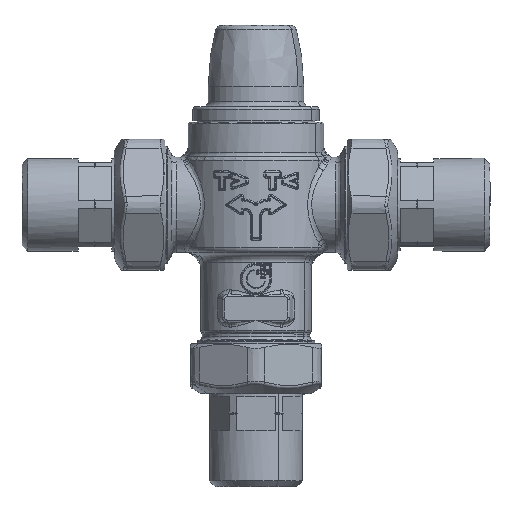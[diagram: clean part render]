
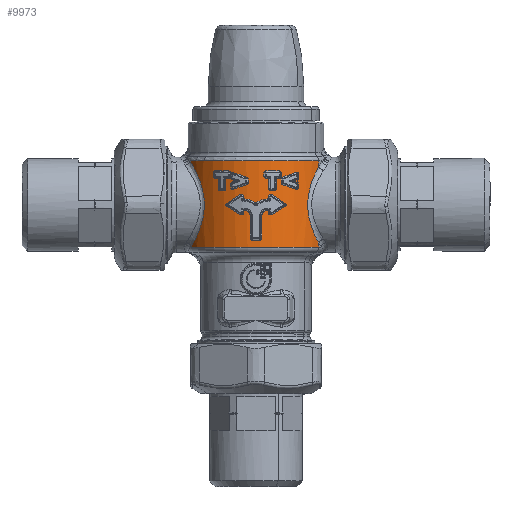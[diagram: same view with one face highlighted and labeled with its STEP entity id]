
A CAD part, top view. The second image highlights one B-rep face of the part: STEP entity #9973.
In plain terms, the highlighted cylindrical face has radius 25.5 mm (diameter 51 mm), a partial arc.
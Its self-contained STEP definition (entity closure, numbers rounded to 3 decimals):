
#5111=CARTESIAN_POINT('Vertex',(-24.762,-145.158,10.694)) ;
#5216=CARTESIAN_POINT('Vertex',(-25.087,-114.387,9.961)) ;
#5220=CARTESIAN_POINT('Control Point',(-24.762,-145.158,10.694)) ;
#5221=CARTESIAN_POINT('Control Point',(-24.258,-144.249,11.79)) ;
#5222=CARTESIAN_POINT('Control Point',(-23.156,-142.2,13.756)) ;
#5223=CARTESIAN_POINT('Control Point',(-21.545,-138.498,15.962)) ;
#5224=CARTESIAN_POINT('Control Point',(-20.299,-134.231,17.366)) ;
#5225=CARTESIAN_POINT('Control Point',(-19.877,-129.541,17.792)) ;
#5226=CARTESIAN_POINT('Control Point',(-20.516,-124.913,17.136)) ;
#5227=CARTESIAN_POINT('Control Point',(-21.878,-120.766,15.547)) ;
#5228=CARTESIAN_POINT('Control Point',(-23.522,-117.192,13.177)) ;
#5229=CARTESIAN_POINT('Control Point',(-24.602,-115.241,11.109)) ;
#5230=CARTESIAN_POINT('Control Point',(-25.087,-114.387,9.961)) ;
#5478=CARTESIAN_POINT('Axis2P3D Location',(-1.613,-145.158,0.)) ;
#5482=CARTESIAN_POINT('Vertex',(20.765,-145.158,12.225)) ;
#9922=CARTESIAN_POINT('Axis2P3D Location',(-1.613,-143.53,0.)) ;
#9927=CARTESIAN_POINT('Axis2P3D Location',(-1.613,-114.387,0.)) ;
#9931=CARTESIAN_POINT('Vertex',(20.765,-114.387,12.225)) ;
#9934=CARTESIAN_POINT('Line Origine',(20.765,-143.53,12.225)) ;
#9938=CARTESIAN_POINT('Vertex',(20.765,-116.377,12.225)) ;
#9942=CARTESIAN_POINT('Control Point',(20.765,-116.377,12.225)) ;
#9943=CARTESIAN_POINT('Control Point',(20.172,-117.512,13.312)) ;
#9944=CARTESIAN_POINT('Control Point',(19.557,-118.755,14.28)) ;
#9945=CARTESIAN_POINT('Control Point',(18.956,-120.096,15.115)) ;
#9946=CARTESIAN_POINT('Control Point',(17.927,-122.765,16.419)) ;
#9947=CARTESIAN_POINT('Control Point',(17.195,-125.711,17.228)) ;
#9948=CARTESIAN_POINT('Control Point',(16.953,-127.126,17.482)) ;
#9949=CARTESIAN_POINT('Control Point',(16.697,-130.022,17.749)) ;
#9950=CARTESIAN_POINT('Control Point',(16.942,-132.92,17.493)) ;
#9951=CARTESIAN_POINT('Control Point',(17.182,-134.342,17.242)) ;
#9952=CARTESIAN_POINT('Control Point',(17.912,-137.309,16.437)) ;
#9953=CARTESIAN_POINT('Control Point',(18.944,-139.996,15.131)) ;
#9954=CARTESIAN_POINT('Control Point',(19.55,-141.347,14.292)) ;
#9955=CARTESIAN_POINT('Control Point',(20.168,-142.597,13.319)) ;
#9956=CARTESIAN_POINT('Control Point',(20.765,-143.74,12.225)) ;
#9957=CARTESIAN_POINT('Vertex',(20.765,-143.74,12.225)) ;
#9960=CARTESIAN_POINT('Line Origine',(20.765,-143.53,12.225)) ;
#5479=DIRECTION('Axis2P3D Direction',(0.,1.,0.)) ;
#9923=DIRECTION('Axis2P3D Direction',(0.,-1.,-0.)) ;
#9924=DIRECTION('Axis2P3D XDirection',(-0.878,0.,-0.479)) ;
#9928=DIRECTION('Axis2P3D Direction',(0.,-1.,-0.)) ;
#9935=DIRECTION('Vector Direction',(0.,-1.,0.)) ;
#9961=DIRECTION('Vector Direction',(0.,-1.,0.)) ;
#5480=AXIS2_PLACEMENT_3D('Circle Axis2P3D',#5478,#5479,$) ;
#9925=AXIS2_PLACEMENT_3D('Cylinder Axis2P3D',#9922,#9923,#9924) ;
#9929=AXIS2_PLACEMENT_3D('Circle Axis2P3D',#9927,#9928,$) ;
#9966=ORIENTED_EDGE('',*,*,#5484,.T.) ;
#9967=ORIENTED_EDGE('',*,*,#5231,.F.) ;
#9968=ORIENTED_EDGE('',*,*,#9933,.T.) ;
#9969=ORIENTED_EDGE('',*,*,#9940,.T.) ;
#9970=ORIENTED_EDGE('',*,*,#9959,.T.) ;
#9971=ORIENTED_EDGE('',*,*,#9964,.T.) ;
#9936=VECTOR('Line Direction',#9935,1.) ;
#9962=VECTOR('Line Direction',#9961,1.) ;
#9973=ADVANCED_FACE('Sheet.1',(#9972),#9926,.F.) ;
#9941=B_SPLINE_CURVE_WITH_KNOTS('',5,(#9942,#9943,#9944,#9945,#9946,#9947,#9948,#9949,#9950,#9951,#9952,#9953,#9954,#9955,#9956),.UNSPECIFIED.,.F.,.U.,(6,3,3,3,6),(0.,8.397,15.617,22.87,31.321),.UNSPECIFIED.) ;
#5481=CIRCLE('generated circle',#5480,25.5) ;
#9930=CIRCLE('generated circle',#9929,25.5) ;
#9926=CYLINDRICAL_SURFACE('generated cylinder',#9925,25.5) ;
#5231=EDGE_CURVE('',#5217,#5112,#5219,.F.) ;
#5484=EDGE_CURVE('',#5483,#5112,#5481,.F.) ;
#9933=EDGE_CURVE('',#5217,#9932,#9930,.F.) ;
#9940=EDGE_CURVE('',#9932,#9939,#9937,.T.) ;
#9959=EDGE_CURVE('',#9939,#9958,#9941,.T.) ;
#9964=EDGE_CURVE('',#9958,#5483,#9963,.T.) ;
#9965=EDGE_LOOP('',(#9966,#9967,#9968,#9969,#9970,#9971)) ;
#9972=FACE_OUTER_BOUND('',#9965,.T.) ;
#9937=LINE('Line',#9934,#9936) ;
#9963=LINE('Line',#9960,#9962) ;
#5112=VERTEX_POINT('',#5111) ;
#5217=VERTEX_POINT('',#5216) ;
#5483=VERTEX_POINT('',#5482) ;
#9932=VERTEX_POINT('',#9931) ;
#9939=VERTEX_POINT('',#9938) ;
#9958=VERTEX_POINT('',#9957) ;
#5219=(BOUNDED_CURVE()B_SPLINE_CURVE(3,(#5220,#5221,#5222,#5223,#5224,#5225,#5226,#5227,#5228,#5229,#5230),.UNSPECIFIED.,.F.,.U.)B_SPLINE_CURVE_WITH_KNOTS((4,1,1,1,1,1,1,1,4),(36.116,42.381,48.645,54.909,61.173,67.437,73.701,79.965,86.229),.UNSPECIFIED.)CURVE()GEOMETRIC_REPRESENTATION_ITEM()RATIONAL_B_SPLINE_CURVE((1.,1.,1.,1.,1.,1.,1.,1.,1.,1.,1.))REPRESENTATION_ITEM('')) ;
